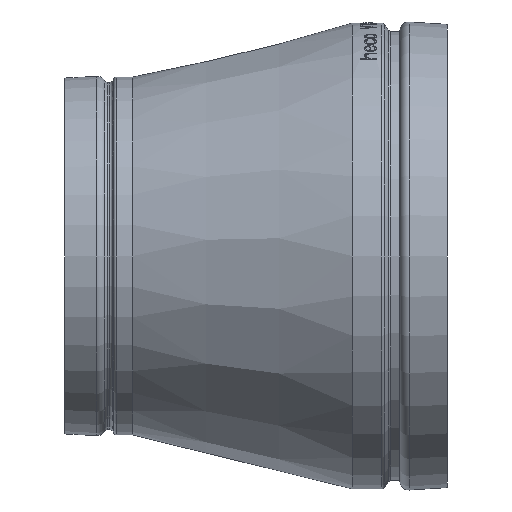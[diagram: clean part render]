
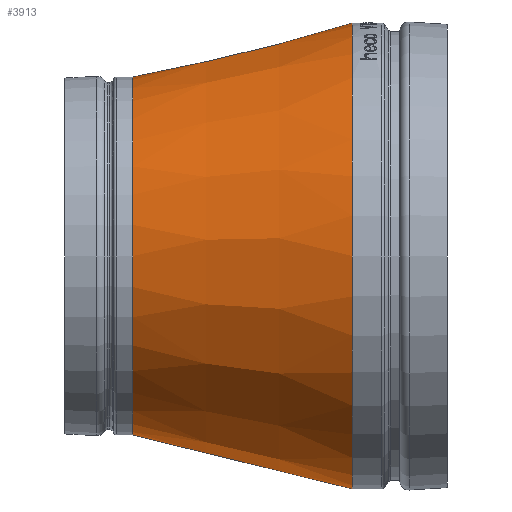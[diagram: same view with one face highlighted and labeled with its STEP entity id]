
A CAD part, left-side view. The second image highlights one B-rep face of the part: STEP entity #3913.
In plain terms, the highlighted conical face has half-angle 13.837 degrees and reference radius 84.138 mm.
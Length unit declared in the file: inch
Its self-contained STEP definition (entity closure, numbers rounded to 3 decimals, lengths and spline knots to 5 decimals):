
#205 = CARTESIAN_POINT ( 'NONE',  ( 0., 5.82, 0. ) ) ;
#603 = CIRCLE ( 'NONE', #7514, 3.3125 ) ;
#1141 = VERTEX_POINT ( 'NONE', #5377 ) ;
#1341 = EDGE_LOOP ( 'NONE', ( #9714 ) ) ;
#1794 = DIRECTION ( 'NONE',  ( 0., 0., -1. ) ) ;
#1853 = DIRECTION ( 'NONE',  ( 0., -1., 0. ) ) ;
#2237 = AXIS2_PLACEMENT_3D ( 'NONE', #14088, #6565, #10378 ) ;
#3913 = ADVANCED_FACE ( 'NONE', ( #11408, #12609 ), #11034, .T. ) ;
#4004 = DIRECTION ( 'NONE',  ( 0., -1., 0. ) ) ;
#5301 = VERTEX_POINT ( 'NONE', #8060 ) ;
#5377 = CARTESIAN_POINT ( 'NONE',  ( 0., 1.76, -4.3125 ) ) ;
#6470 = DIRECTION ( 'NONE',  ( 0., 0., -1. ) ) ;
#6565 = DIRECTION ( 'NONE',  ( 0., -1., 0. ) ) ;
#6593 = EDGE_LOOP ( 'NONE', ( #9401 ) ) ;
#6901 = EDGE_CURVE ( 'NONE', #1141, #1141, #8329, .T. ) ;
#7514 = AXIS2_PLACEMENT_3D ( 'NONE', #14429, #1853, #1794 ) ;
#8060 = CARTESIAN_POINT ( 'NONE',  ( 0., 5.82, -3.3125 ) ) ;
#8329 = CIRCLE ( 'NONE', #2237, 4.3125 ) ;
#9401 = ORIENTED_EDGE ( 'NONE', *, *, #13724, .T. ) ;
#9714 = ORIENTED_EDGE ( 'NONE', *, *, #6901, .F. ) ;
#10378 = DIRECTION ( 'NONE',  ( 0., 0., -1. ) ) ;
#11034 = CONICAL_SURFACE ( 'NONE', #11508, 3.3125, 0.241 ) ;
#11408 = FACE_OUTER_BOUND ( 'NONE', #1341, .T. ) ;
#11508 = AXIS2_PLACEMENT_3D ( 'NONE', #205, #4004, #6470 ) ;
#12609 = FACE_BOUND ( 'NONE', #6593, .T. ) ;
#13724 = EDGE_CURVE ( 'NONE', #5301, #5301, #603, .T. ) ;
#14088 = CARTESIAN_POINT ( 'NONE',  ( 0., 1.76, 0. ) ) ;
#14429 = CARTESIAN_POINT ( 'NONE',  ( 0., 5.82, 0. ) ) ;
